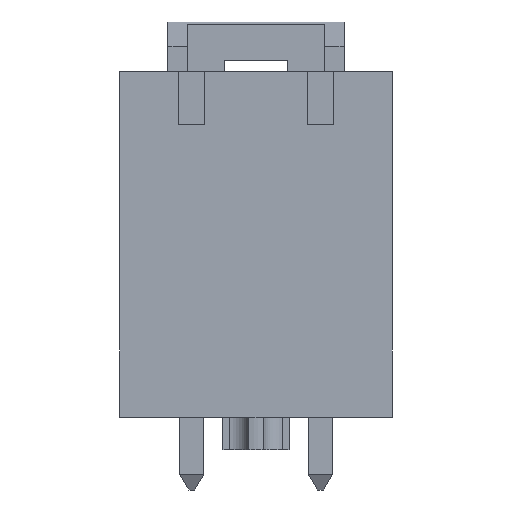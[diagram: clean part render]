
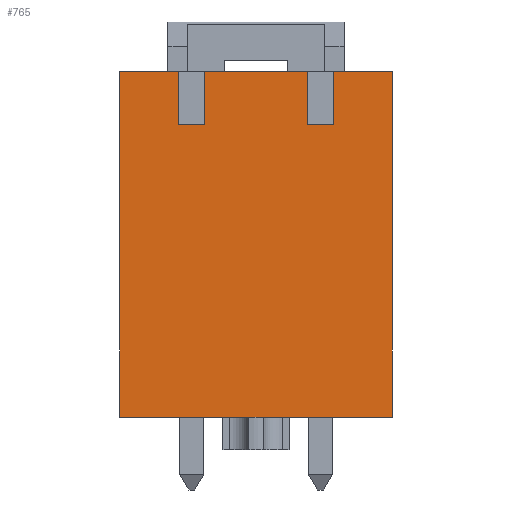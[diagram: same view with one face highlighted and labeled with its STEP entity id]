
A CAD part, front view. The second image highlights one B-rep face of the part: STEP entity #765.
In plain terms, the highlighted planar face has unit normal (0, -1, 0).
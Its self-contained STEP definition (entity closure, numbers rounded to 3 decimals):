
#24 = VERTEX_POINT('',#25);
#25 = CARTESIAN_POINT('',(-3.435,-3.31,15.3));
#96 = VERTEX_POINT('',#97);
#97 = CARTESIAN_POINT('',(-2.265,-3.31,15.3));
#103 = EDGE_CURVE('',#96,#104,#106,.T.);
#104 = VERTEX_POINT('',#105);
#105 = CARTESIAN_POINT('',(2.265,-3.31,15.3));
#106 = LINE('',#107,#108);
#107 = CARTESIAN_POINT('',(-6.025,-3.31,15.3));
#108 = VECTOR('',#109,1.);
#109 = DIRECTION('',(1.,0.,0.));
#184 = VERTEX_POINT('',#185);
#185 = CARTESIAN_POINT('',(3.435,-3.31,15.3));
#191 = EDGE_CURVE('',#184,#192,#194,.T.);
#192 = VERTEX_POINT('',#193);
#193 = CARTESIAN_POINT('',(6.025,-3.31,15.3));
#194 = LINE('',#195,#196);
#195 = CARTESIAN_POINT('',(-6.025,-3.31,15.3));
#196 = VECTOR('',#197,1.);
#197 = DIRECTION('',(1.,0.,0.));
#280 = VERTEX_POINT('',#281);
#281 = CARTESIAN_POINT('',(-6.025,-3.31,15.3));
#287 = EDGE_CURVE('',#280,#24,#288,.T.);
#288 = LINE('',#289,#290);
#289 = CARTESIAN_POINT('',(-6.025,-3.31,15.3));
#290 = VECTOR('',#291,1.);
#291 = DIRECTION('',(1.,0.,0.));
#500 = EDGE_CURVE('',#192,#501,#503,.T.);
#501 = VERTEX_POINT('',#502);
#502 = CARTESIAN_POINT('',(6.025,-3.31,0.));
#503 = LINE('',#504,#505);
#504 = CARTESIAN_POINT('',(6.025,-3.31,15.3));
#505 = VECTOR('',#506,1.);
#506 = DIRECTION('',(-0.,0.,-1.));
#730 = EDGE_CURVE('',#501,#731,#733,.T.);
#731 = VERTEX_POINT('',#732);
#732 = CARTESIAN_POINT('',(-6.025,-3.31,0.));
#733 = LINE('',#734,#735);
#734 = CARTESIAN_POINT('',(6.025,-3.31,0.));
#735 = VECTOR('',#736,1.);
#736 = DIRECTION('',(-1.,0.,0.));
#754 = EDGE_CURVE('',#731,#280,#755,.T.);
#755 = LINE('',#756,#757);
#756 = CARTESIAN_POINT('',(-6.025,-3.31,0.));
#757 = VECTOR('',#758,1.);
#758 = DIRECTION('',(0.,0.,1.));
#765 = ADVANCED_FACE('',(#766),#818,.F.);
#766 = FACE_BOUND('',#767,.T.);
#767 = EDGE_LOOP('',(#768,#778,#784,#785,#786,#787,#788,#789,#797,#805,
    #811,#812));
#768 = ORIENTED_EDGE('',*,*,#769,.F.);
#769 = EDGE_CURVE('',#770,#772,#774,.T.);
#770 = VERTEX_POINT('',#771);
#771 = CARTESIAN_POINT('',(-3.435,-3.31,12.95));
#772 = VERTEX_POINT('',#773);
#773 = CARTESIAN_POINT('',(-2.265,-3.31,12.95));
#774 = LINE('',#775,#776);
#775 = CARTESIAN_POINT('',(-3.435,-3.31,12.95));
#776 = VECTOR('',#777,1.);
#777 = DIRECTION('',(1.,0.,0.));
#778 = ORIENTED_EDGE('',*,*,#779,.T.);
#779 = EDGE_CURVE('',#770,#24,#780,.T.);
#780 = LINE('',#781,#782);
#781 = CARTESIAN_POINT('',(-3.435,-3.31,12.95));
#782 = VECTOR('',#783,1.);
#783 = DIRECTION('',(0.,0.,1.));
#784 = ORIENTED_EDGE('',*,*,#287,.F.);
#785 = ORIENTED_EDGE('',*,*,#754,.F.);
#786 = ORIENTED_EDGE('',*,*,#730,.F.);
#787 = ORIENTED_EDGE('',*,*,#500,.F.);
#788 = ORIENTED_EDGE('',*,*,#191,.F.);
#789 = ORIENTED_EDGE('',*,*,#790,.F.);
#790 = EDGE_CURVE('',#791,#184,#793,.T.);
#791 = VERTEX_POINT('',#792);
#792 = CARTESIAN_POINT('',(3.435,-3.31,12.95));
#793 = LINE('',#794,#795);
#794 = CARTESIAN_POINT('',(3.435,-3.31,12.95));
#795 = VECTOR('',#796,1.);
#796 = DIRECTION('',(0.,0.,1.));
#797 = ORIENTED_EDGE('',*,*,#798,.F.);
#798 = EDGE_CURVE('',#799,#791,#801,.T.);
#799 = VERTEX_POINT('',#800);
#800 = CARTESIAN_POINT('',(2.265,-3.31,12.95));
#801 = LINE('',#802,#803);
#802 = CARTESIAN_POINT('',(2.265,-3.31,12.95));
#803 = VECTOR('',#804,1.);
#804 = DIRECTION('',(1.,0.,0.));
#805 = ORIENTED_EDGE('',*,*,#806,.T.);
#806 = EDGE_CURVE('',#799,#104,#807,.T.);
#807 = LINE('',#808,#809);
#808 = CARTESIAN_POINT('',(2.265,-3.31,12.95));
#809 = VECTOR('',#810,1.);
#810 = DIRECTION('',(0.,0.,1.));
#811 = ORIENTED_EDGE('',*,*,#103,.F.);
#812 = ORIENTED_EDGE('',*,*,#813,.F.);
#813 = EDGE_CURVE('',#772,#96,#814,.T.);
#814 = LINE('',#815,#816);
#815 = CARTESIAN_POINT('',(-2.265,-3.31,12.95));
#816 = VECTOR('',#817,1.);
#817 = DIRECTION('',(0.,0.,1.));
#818 = PLANE('',#819);
#819 = AXIS2_PLACEMENT_3D('',#820,#821,#822);
#820 = CARTESIAN_POINT('',(0.,-3.31,0.));
#821 = DIRECTION('',(0.,1.,0.));
#822 = DIRECTION('',(-0.,0.,-1.));
